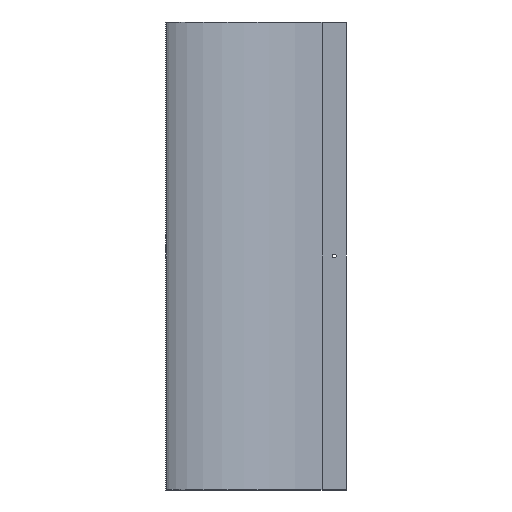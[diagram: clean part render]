
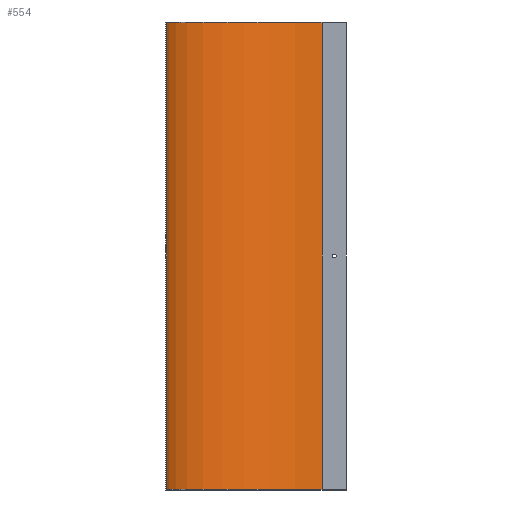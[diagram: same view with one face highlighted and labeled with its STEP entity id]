
A CAD part, front view. The second image highlights one B-rep face of the part: STEP entity #554.
In plain terms, the highlighted cylindrical face has radius 200 mm (diameter 400 mm), a partial arc.
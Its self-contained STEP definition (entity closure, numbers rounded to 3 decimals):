
#39 = CYLINDRICAL_SURFACE ( 'NONE', #342, 200. ) ;
#49 = FACE_OUTER_BOUND ( 'NONE', #264, .T. ) ;
#73 = VECTOR ( 'NONE', #698, 1000. ) ;
#75 = LINE ( 'NONE', #694, #73 ) ;
#80 = CIRCLE ( 'NONE', #358, 200. ) ;
#81 = CIRCLE ( 'NONE', #357, 200. ) ;
#134 = VECTOR ( 'NONE', #639, 1000. ) ;
#137 = LINE ( 'NONE', #643, #134 ) ;
#208 = ORIENTED_EDGE ( 'NONE', *, *, #514, .F. ) ;
#209 = ORIENTED_EDGE ( 'NONE', *, *, #376, .T. ) ;
#210 = ORIENTED_EDGE ( 'NONE', *, *, #512, .T. ) ;
#212 = ORIENTED_EDGE ( 'NONE', *, *, #515, .F. ) ;
#264 = EDGE_LOOP ( 'NONE', ( #208, #209, #210, #212 ) ) ;
#298 = VERTEX_POINT ( 'NONE', #538 ) ;
#310 = VERTEX_POINT ( 'NONE', #533 ) ;
#312 = VERTEX_POINT ( 'NONE', #531 ) ;
#326 = VERTEX_POINT ( 'NONE', #625 ) ;
#342 = AXIS2_PLACEMENT_3D ( 'NONE', #460, #434, #398 ) ;
#357 = AXIS2_PLACEMENT_3D ( 'NONE', #692, #689, #688 ) ;
#358 = AXIS2_PLACEMENT_3D ( 'NONE', #697, #696, #695 ) ;
#376 = EDGE_CURVE ( 'NONE', #326, #312, #137, .T. ) ;
#398 = DIRECTION ( 'NONE',  ( 1., 0., 0. ) ) ;
#434 = DIRECTION ( 'NONE',  ( 0., 0., 1. ) ) ;
#460 = CARTESIAN_POINT ( 'NONE',  ( 200., 31., -601.2 ) ) ;
#512 = EDGE_CURVE ( 'NONE', #312, #310, #80, .T. ) ;
#514 = EDGE_CURVE ( 'NONE', #326, #298, #81, .T. ) ;
#515 = EDGE_CURVE ( 'NONE', #298, #310, #75, .T. ) ;
#531 = CARTESIAN_POINT ( 'NONE',  ( 200., 231., 0. ) ) ;
#533 = CARTESIAN_POINT ( 'NONE',  ( 0., 31., 0. ) ) ;
#538 = CARTESIAN_POINT ( 'NONE',  ( 0., 31., -600.4 ) ) ;
#554 = ADVANCED_FACE ( 'NONE', ( #49 ), #39, .F. ) ;
#625 = CARTESIAN_POINT ( 'NONE',  ( 200., 231., -600.4 ) ) ;
#639 = DIRECTION ( 'NONE',  ( 0., 0., 1. ) ) ;
#643 = CARTESIAN_POINT ( 'NONE',  ( 200., 231., -601.2 ) ) ;
#688 = DIRECTION ( 'NONE',  ( -1., 0., 0. ) ) ;
#689 = DIRECTION ( 'NONE',  ( 0., 0., 1. ) ) ;
#692 = CARTESIAN_POINT ( 'NONE',  ( 200., 31., -600.4 ) ) ;
#694 = CARTESIAN_POINT ( 'NONE',  ( 0., 31., -601.2 ) ) ;
#695 = DIRECTION ( 'NONE',  ( -1., 0., 0. ) ) ;
#696 = DIRECTION ( 'NONE',  ( 0., 0., 1. ) ) ;
#697 = CARTESIAN_POINT ( 'NONE',  ( 200., 31., 0. ) ) ;
#698 = DIRECTION ( 'NONE',  ( 0., 0., 1. ) ) ;
